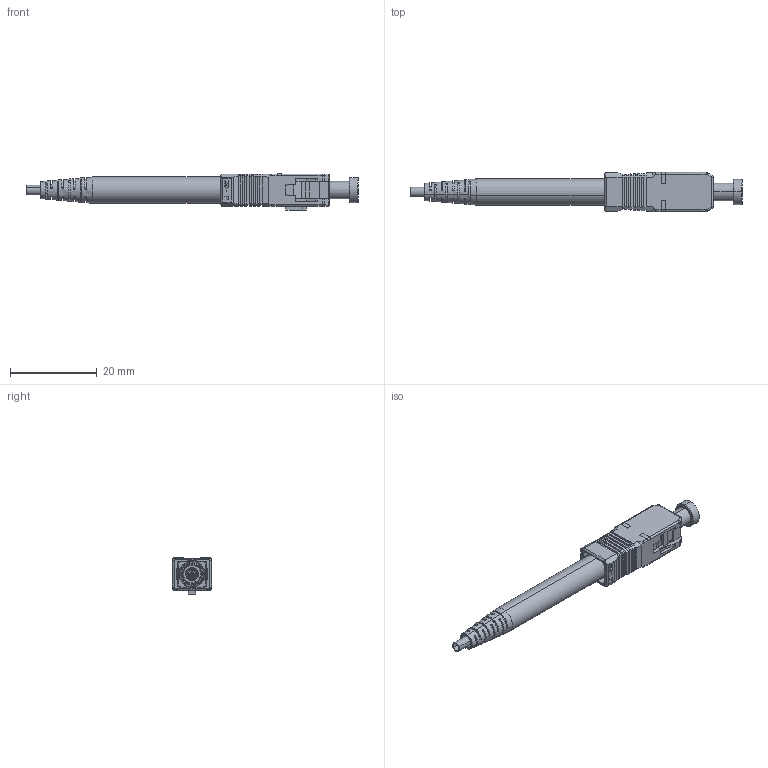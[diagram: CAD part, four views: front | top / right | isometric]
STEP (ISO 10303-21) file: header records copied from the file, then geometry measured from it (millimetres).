
FILE_DESCRIPTION (( 'STEP AP203' ), '1' );
FILE_NAME ('SOC-SC-SMA-20GR-10PK_3D.STEP', '2022-04-23T07:24:53', ( '' ), ( '' ), 'SwSTEP 2.0', 'SolidWorks 2021', '' );
FILE_SCHEMA (( 'CONFIG_CONTROL_DESIGN' ));
Length unit declared in the file: inch
Products named in the file (18): soc________.STEP; SOC________________________-________________________.STEP; SOC-SC-SMA-20GR-10PK_3D; SC P Tumami.ipt-20150106.STEP; SC Connector Pre-A''''ssy Avaya APC.iam-20150106.STEP; SC APC Ferrule.ipt-1.STEP; 2.0________.STEP; ______-20150131.STEP; SC Stop Ring-______20150511.STEP; SOC________________________-20150908.STEP; SC______.STEP; SC Plug Flame.ipt-20150106.STEP; SC APC Frange.ipt-20150106.STEP; ______-soc.STEP; SOC______3.05______20150202.STEP; SOC________________________-______(________20150908.STEP; SC Ferrule Pre-A''''ssy.ipt-20150106.STEP; SOC______-2.0mm.STEP
Assembly tree (17 placements, depth 3):
  SOC-SC-SMA-20GR-10PK_3D
    SC Connector Pre-A''''ssy Avaya APC.iam-20150106.STEP
      SC APC Ferrule.ipt-1.STEP
      SC APC Frange.ipt-20150106.STEP
      SC Ferrule Pre-A''''ssy.ipt-20150106.STEP
    SOC________________________-20150908.STEP
      SOC________________________-______(________20150908.STEP
      SOC________________________-________________________.STEP
    SC P Tumami.ipt-20150106.STEP
    SC Plug Flame.ipt-20150106.STEP
    soc________.STEP
    SC Stop Ring-______20150511.STEP
    ______-20150131.STEP
    SC______.STEP
    SOC______3.05______20150202.STEP
    SOC______-2.0mm.STEP
    2.0________.STEP
    ______-soc.STEP
Bounding box: 76.5 x 8.99 x 8.32 mm (x, y, z)
Volume: 2133.3 mm3; surface area: 7021.5 mm2
Topology: 15 solids, 15 shells, 805 faces, 2124 edges, 1383 vertices
Faces by surface type: plane 451, cylinder 250, cone 66, torus 24, bspline 12, sphere 2
Entity records: 30620 total; most frequent: CARTESIAN_POINT 9148, ORIENTED_EDGE 4248, DIRECTION 3809, EDGE_CURVE 2124, VERTEX_POINT 1383, AXIS2_PLACEMENT_3D 1323, LINE 1163, VECTOR 1163
